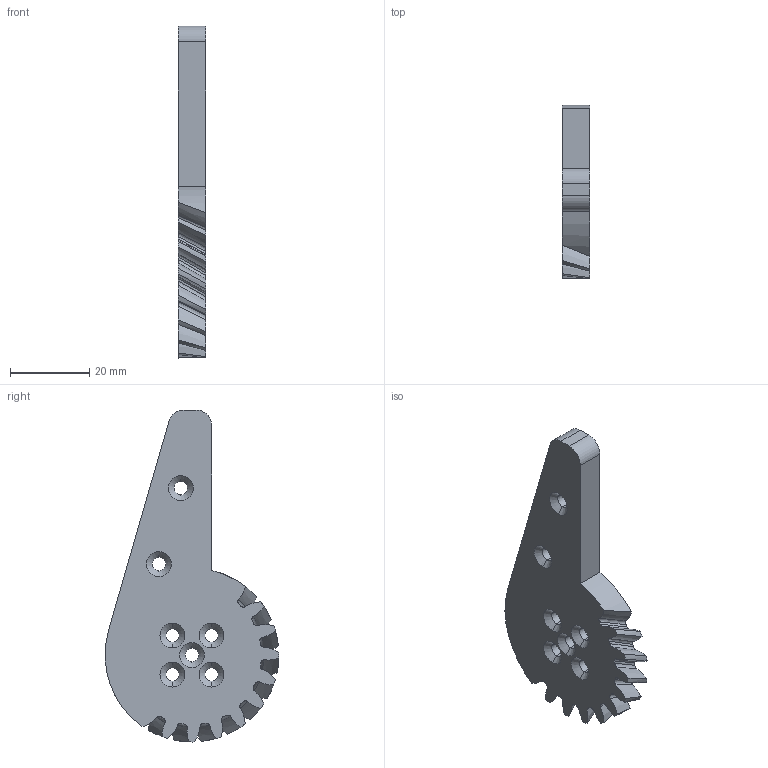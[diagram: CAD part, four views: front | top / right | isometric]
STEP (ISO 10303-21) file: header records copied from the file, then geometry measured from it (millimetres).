
FILE_DESCRIPTION (( 'STEP AP214' ), '1' );
FILE_NAME ('gripper_gear.STEP', '2025-05-27T14:01:22', ( '' ), ( '' ), 'SwSTEP 2.0', 'SolidWorks 2025', '' );
FILE_SCHEMA (( 'AUTOMOTIVE_DESIGN' ));
Length unit declared in the file: millimetre
Products named in the file (1): gripper_gear_left_top
Bounding box: 7 x 43.99 x 84 mm (x, y, z)
Volume: 13168.2 mm3; surface area: 6484 mm2
Topology: 1 solids, 1 shells, 102 faces, 280 edges, 182 vertices
Faces by surface type: bspline 50, cylinder 31, cone 14, plane 7
Entity records: 5579 total; most frequent: CARTESIAN_POINT 3265, ORIENTED_EDGE 560, DIRECTION 362, EDGE_CURVE 280, VERTEX_POINT 182, AXIS2_PLACEMENT_3D 159, B_SPLINE_CURVE_WITH_KNOTS 130, EDGE_LOOP 118
